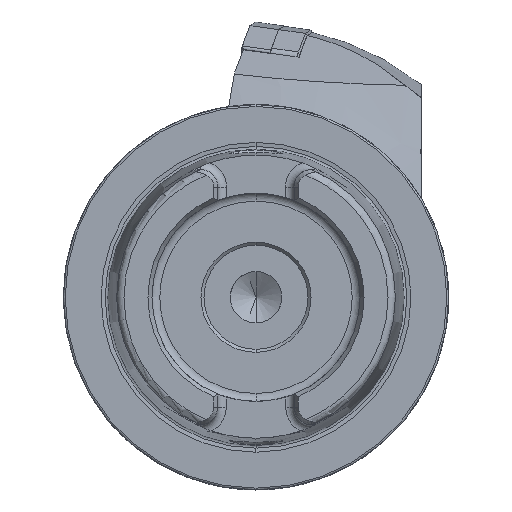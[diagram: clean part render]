
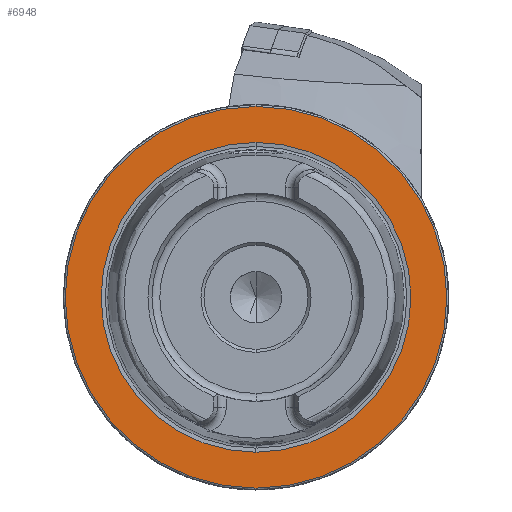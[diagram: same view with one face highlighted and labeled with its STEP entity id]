
A CAD part, left-side view. The second image highlights one B-rep face of the part: STEP entity #6948.
In plain terms, the highlighted planar face has unit normal (-1, 0, 0).
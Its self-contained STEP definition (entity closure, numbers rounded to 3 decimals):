
#599 = ORIENTED_EDGE ( 'NONE', *, *, #7428, .T. ) ;
#626 = ORIENTED_EDGE ( 'NONE', *, *, #7633, .T. ) ;
#627 = ORIENTED_EDGE ( 'NONE', *, *, #7629, .F. ) ;
#628 = ORIENTED_EDGE ( 'NONE', *, *, #7429, .F. ) ;
#1049 = CIRCLE ( 'NONE', #5169, 25.324 ) ;
#1053 = CIRCLE ( 'NONE', #5172, 31.2 ) ;
#1594 = CIRCLE ( 'NONE', #5084, 31.2 ) ;
#1596 = CIRCLE ( 'NONE', #5085, 25.324 ) ;
#2473 = CARTESIAN_POINT ( 'NONE',  ( 0., 0., 31.2 ) ) ;
#2474 = CARTESIAN_POINT ( 'NONE',  ( 0., 0., -31.2 ) ) ;
#2476 = CARTESIAN_POINT ( 'NONE',  ( 0., 0., 25.324 ) ) ;
#2534 = CARTESIAN_POINT ( 'NONE',  ( 0., 0., -25.324 ) ) ;
#3053 = AXIS2_PLACEMENT_3D ( 'NONE', #11256, #11266, #11267 ) ;
#5084 = AXIS2_PLACEMENT_3D ( 'NONE', #8322, #8323, #8324 ) ;
#5085 = AXIS2_PLACEMENT_3D ( 'NONE', #8325, #8326, #8327 ) ;
#5169 = AXIS2_PLACEMENT_3D ( 'NONE', #11013, #11015, #11017 ) ;
#5172 = AXIS2_PLACEMENT_3D ( 'NONE', #11037, #11039, #11041 ) ;
#6948 = ADVANCED_FACE ( 'NONE', ( #13638, #13642 ), #11262, .F. ) ;
#7428 = EDGE_CURVE ( 'NONE', #13043, #13042, #1594, .T. ) ;
#7429 = EDGE_CURVE ( 'NONE', #13045, #13103, #1596, .T. ) ;
#7629 = EDGE_CURVE ( 'NONE', #13103, #13045, #1049, .T. ) ;
#7633 = EDGE_CURVE ( 'NONE', #13042, #13043, #1053, .T. ) ;
#7848 = EDGE_LOOP ( 'NONE', ( #626, #599 ) ) ;
#7854 = EDGE_LOOP ( 'NONE', ( #628, #627 ) ) ;
#8322 = CARTESIAN_POINT ( 'NONE',  ( 0., 0., 0. ) ) ;
#8323 = DIRECTION ( 'NONE',  ( -1., 0., 0. ) ) ;
#8324 = DIRECTION ( 'NONE',  ( 0., 0., 1. ) ) ;
#8325 = CARTESIAN_POINT ( 'NONE',  ( 0., 0., 0. ) ) ;
#8326 = DIRECTION ( 'NONE',  ( -1., 0., 0. ) ) ;
#8327 = DIRECTION ( 'NONE',  ( 0., 0., 1. ) ) ;
#11013 = CARTESIAN_POINT ( 'NONE',  ( 0., 0., 0. ) ) ;
#11015 = DIRECTION ( 'NONE',  ( -1., 0., 0. ) ) ;
#11017 = DIRECTION ( 'NONE',  ( 0., 0., 1. ) ) ;
#11037 = CARTESIAN_POINT ( 'NONE',  ( 0., 0., 0. ) ) ;
#11039 = DIRECTION ( 'NONE',  ( -1., 0., 0. ) ) ;
#11041 = DIRECTION ( 'NONE',  ( 0., 0., 1. ) ) ;
#11256 = CARTESIAN_POINT ( 'NONE',  ( 0., 31.2, 0. ) ) ;
#11262 = PLANE ( 'NONE',  #3053 ) ;
#11266 = DIRECTION ( 'NONE',  ( 1., 0., 0. ) ) ;
#11267 = DIRECTION ( 'NONE',  ( 0., 0., -1. ) ) ;
#13042 = VERTEX_POINT ( 'NONE', #2473 ) ;
#13043 = VERTEX_POINT ( 'NONE', #2474 ) ;
#13045 = VERTEX_POINT ( 'NONE', #2476 ) ;
#13103 = VERTEX_POINT ( 'NONE', #2534 ) ;
#13638 = FACE_BOUND ( 'NONE', #7854, .T. ) ;
#13642 = FACE_OUTER_BOUND ( 'NONE', #7848, .T. ) ;
